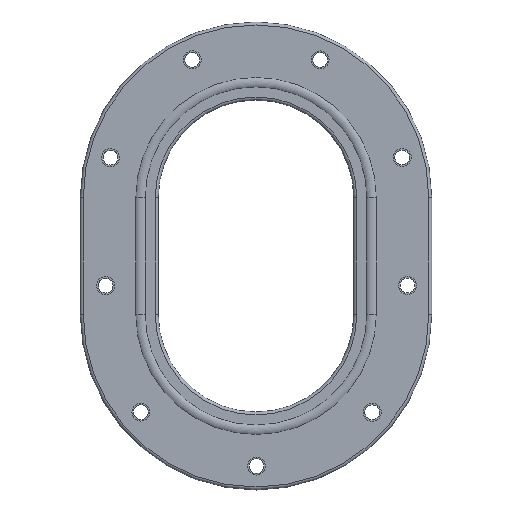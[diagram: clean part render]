
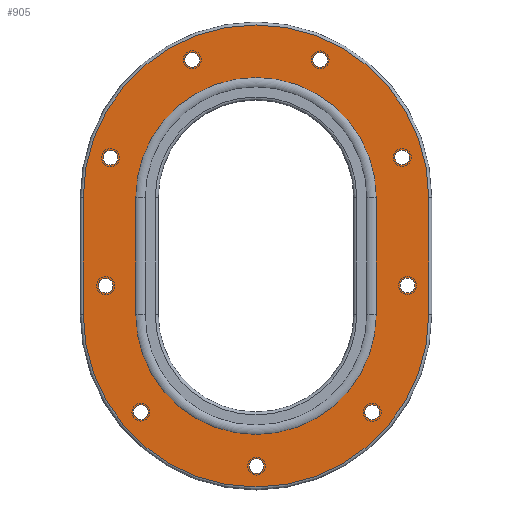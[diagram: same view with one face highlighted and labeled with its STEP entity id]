
A CAD part, top view. The second image highlights one B-rep face of the part: STEP entity #905.
In plain terms, the highlighted planar face has unit normal (0, 0, 1).
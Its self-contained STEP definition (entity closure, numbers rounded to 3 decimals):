
#136=CARTESIAN_POINT('',(-38.01,46.915,7.1));
#137=DIRECTION('',(0.,0.,-1.));
#138=DIRECTION('',(0.,1.,0.));
#139=AXIS2_PLACEMENT_3D('',#136,#137,#138);
#141=CARTESIAN_POINT('',(-38.01,46.915,7.1));
#142=DIRECTION('',(0.,0.,-1.));
#143=DIRECTION('',(0.,-1.,0.));
#144=AXIS2_PLACEMENT_3D('',#141,#142,#143);
#146=CARTESIAN_POINT('',(-49.865,89.628,7.1));
#147=DIRECTION('',(0.,0.,-1.));
#148=DIRECTION('',(0.,1.,0.));
#149=AXIS2_PLACEMENT_3D('',#146,#147,#148);
#151=CARTESIAN_POINT('',(-49.865,89.628,7.1));
#152=DIRECTION('',(0.,0.,-1.));
#153=DIRECTION('',(0.,-1.,0.));
#154=AXIS2_PLACEMENT_3D('',#151,#152,#153);
#156=CARTESIAN_POINT('',(-48.258,132.85,7.1));
#157=DIRECTION('',(0.,0.,-1.));
#158=DIRECTION('',(0.,1.,0.));
#159=AXIS2_PLACEMENT_3D('',#156,#157,#158);
#161=CARTESIAN_POINT('',(-48.258,132.85,7.1));
#162=DIRECTION('',(0.,0.,-1.));
#163=DIRECTION('',(0.,-1.,0.));
#164=AXIS2_PLACEMENT_3D('',#161,#162,#163);
#166=CARTESIAN_POINT('',(-20.625,165.897,7.1));
#167=DIRECTION('',(0.,0.,-1.));
#168=DIRECTION('',(0.,1.,0.));
#169=AXIS2_PLACEMENT_3D('',#166,#167,#168);
#171=CARTESIAN_POINT('',(-20.625,165.897,7.1));
#172=DIRECTION('',(0.,0.,-1.));
#173=DIRECTION('',(0.,-1.,0.));
#174=AXIS2_PLACEMENT_3D('',#171,#172,#173);
#176=CARTESIAN_POINT('',(22.565,165.854,7.1));
#177=DIRECTION('',(0.,0.,-1.));
#178=DIRECTION('',(0.,1.,0.));
#179=AXIS2_PLACEMENT_3D('',#176,#177,#178);
#181=CARTESIAN_POINT('',(22.565,165.854,7.1));
#182=DIRECTION('',(0.,0.,-1.));
#183=DIRECTION('',(0.,-1.,0.));
#184=AXIS2_PLACEMENT_3D('',#181,#182,#183);
#186=CARTESIAN_POINT('',(1.055,28.719,7.1));
#187=DIRECTION('',(0.,0.,-1.));
#188=DIRECTION('',(0.,1.,0.));
#189=AXIS2_PLACEMENT_3D('',#186,#187,#188);
#191=CARTESIAN_POINT('',(1.055,28.719,7.1));
#192=DIRECTION('',(0.,0.,-1.));
#193=DIRECTION('',(0.,-1.,0.));
#194=AXIS2_PLACEMENT_3D('',#191,#192,#193);
#196=CARTESIAN_POINT('',(40.124,46.885,7.1));
#197=DIRECTION('',(0.,0.,-1.));
#198=DIRECTION('',(0.,1.,0.));
#199=AXIS2_PLACEMENT_3D('',#196,#197,#198);
#201=CARTESIAN_POINT('',(40.124,46.885,7.1));
#202=DIRECTION('',(0.,0.,-1.));
#203=DIRECTION('',(0.,-1.,0.));
#204=AXIS2_PLACEMENT_3D('',#201,#202,#203);
#206=CARTESIAN_POINT('',(52.012,89.703,7.1));
#207=DIRECTION('',(0.,0.,-1.));
#208=DIRECTION('',(0.,1.,0.));
#209=AXIS2_PLACEMENT_3D('',#206,#207,#208);
#211=CARTESIAN_POINT('',(52.012,89.703,7.1));
#212=DIRECTION('',(0.,0.,-1.));
#213=DIRECTION('',(0.,-1.,0.));
#214=AXIS2_PLACEMENT_3D('',#211,#212,#213);
#216=CARTESIAN_POINT('',(50.253,132.919,7.1));
#217=DIRECTION('',(0.,0.,-1.));
#218=DIRECTION('',(0.,1.,0.));
#219=AXIS2_PLACEMENT_3D('',#216,#217,#218);
#221=CARTESIAN_POINT('',(50.253,132.919,7.1));
#222=DIRECTION('',(0.,0.,-1.));
#223=DIRECTION('',(0.,-1.,0.));
#224=AXIS2_PLACEMENT_3D('',#221,#222,#223);
#244=CARTESIAN_POINT('',(0.88,80.002,7.1));
#245=DIRECTION('',(0.,0.,-1.));
#246=DIRECTION('',(1.,0.,0.));
#247=AXIS2_PLACEMENT_3D('',#244,#245,#246);
#249=DIRECTION('',(0.,-1.,0.));
#250=VECTOR('',#249,39.317);
#251=CARTESIAN_POINT('',(41.445,119.319,7.1));
#252=LINE('',#251,#250);
#253=CARTESIAN_POINT('',(0.88,119.319,7.1));
#254=DIRECTION('',(0.,0.,-1.));
#255=DIRECTION('',(-1.,0.,0.));
#256=AXIS2_PLACEMENT_3D('',#253,#254,#255);
#258=DIRECTION('',(0.,1.,0.));
#259=VECTOR('',#258,39.317);
#260=CARTESIAN_POINT('',(-39.685,80.002,7.1));
#261=LINE('',#260,#259);
#280=DIRECTION('',(0.,-1.,0.));
#281=VECTOR('',#280,39.317);
#282=CARTESIAN_POINT('',(-57.443,119.319,7.1));
#283=LINE('',#282,#281);
#284=CARTESIAN_POINT('',(0.88,119.319,7.1));
#285=DIRECTION('',(0.,0.,1.));
#286=DIRECTION('',(1.,0.,0.));
#287=AXIS2_PLACEMENT_3D('',#284,#285,#286);
#289=DIRECTION('',(0.,1.,0.));
#290=VECTOR('',#289,39.317);
#291=CARTESIAN_POINT('',(59.202,80.002,7.1));
#292=LINE('',#291,#290);
#293=CARTESIAN_POINT('',(0.88,80.002,7.1));
#294=DIRECTION('',(0.,0.,1.));
#295=DIRECTION('',(-1.,0.,0.));
#296=AXIS2_PLACEMENT_3D('',#293,#294,#295);
#586=CARTESIAN_POINT('',(-38.01,49.415,7.1));
#587=CARTESIAN_POINT('',(-38.01,44.415,7.1));
#588=VERTEX_POINT('',#586);
#589=VERTEX_POINT('',#587);
#590=CARTESIAN_POINT('',(-49.865,92.128,7.1));
#591=CARTESIAN_POINT('',(-49.865,87.128,7.1));
#592=VERTEX_POINT('',#590);
#593=VERTEX_POINT('',#591);
#594=CARTESIAN_POINT('',(-48.258,135.35,7.1));
#595=CARTESIAN_POINT('',(-48.258,130.35,7.1));
#596=VERTEX_POINT('',#594);
#597=VERTEX_POINT('',#595);
#598=CARTESIAN_POINT('',(-20.625,168.397,7.1));
#599=CARTESIAN_POINT('',(-20.625,163.397,7.1));
#600=VERTEX_POINT('',#598);
#601=VERTEX_POINT('',#599);
#602=CARTESIAN_POINT('',(22.565,168.354,7.1));
#603=CARTESIAN_POINT('',(22.565,163.354,7.1));
#604=VERTEX_POINT('',#602);
#605=VERTEX_POINT('',#603);
#606=CARTESIAN_POINT('',(1.055,31.219,7.1));
#607=CARTESIAN_POINT('',(1.055,26.219,7.1));
#608=VERTEX_POINT('',#606);
#609=VERTEX_POINT('',#607);
#610=CARTESIAN_POINT('',(40.124,49.385,7.1));
#611=CARTESIAN_POINT('',(40.124,44.385,7.1));
#612=VERTEX_POINT('',#610);
#613=VERTEX_POINT('',#611);
#614=CARTESIAN_POINT('',(52.012,92.203,7.1));
#615=CARTESIAN_POINT('',(52.012,87.203,7.1));
#616=VERTEX_POINT('',#614);
#617=VERTEX_POINT('',#615);
#618=CARTESIAN_POINT('',(50.253,135.419,7.1));
#619=CARTESIAN_POINT('',(50.253,130.419,7.1));
#620=VERTEX_POINT('',#618);
#621=VERTEX_POINT('',#619);
#626=CARTESIAN_POINT('',(41.445,80.002,7.1));
#627=CARTESIAN_POINT('',(-39.685,80.002,7.1));
#628=VERTEX_POINT('',#626);
#629=VERTEX_POINT('',#627);
#630=CARTESIAN_POINT('',(-39.685,119.319,7.1));
#631=VERTEX_POINT('',#630);
#636=CARTESIAN_POINT('',(41.445,119.319,7.1));
#637=VERTEX_POINT('',#636);
#654=CARTESIAN_POINT('',(-57.443,119.319,7.1));
#655=CARTESIAN_POINT('',(-57.443,80.002,7.1));
#656=VERTEX_POINT('',#654);
#657=VERTEX_POINT('',#655);
#662=CARTESIAN_POINT('',(59.202,80.002,7.1));
#663=VERTEX_POINT('',#662);
#666=CARTESIAN_POINT('',(59.202,119.319,7.1));
#667=VERTEX_POINT('',#666);
#828=CARTESIAN_POINT('',(0.,0.,7.1));
#829=DIRECTION('',(0.,0.,1.));
#830=DIRECTION('',(0.,1.,0.));
#831=AXIS2_PLACEMENT_3D('',#828,#829,#830);
#832=PLANE('',#831);
#834=ORIENTED_EDGE('',*,*,#833,.F.);
#836=ORIENTED_EDGE('',*,*,#835,.F.);
#838=ORIENTED_EDGE('',*,*,#837,.F.);
#840=ORIENTED_EDGE('',*,*,#839,.F.);
#841=EDGE_LOOP('',(#834,#836,#838,#840));
#842=FACE_OUTER_BOUND('',#841,.F.);
#843=ORIENTED_EDGE('',*,*,#782,.F.);
#844=ORIENTED_EDGE('',*,*,#796,.F.);
#845=EDGE_LOOP('',(#843,#844));
#846=FACE_BOUND('',#845,.F.);
#848=ORIENTED_EDGE('',*,*,#847,.F.);
#850=ORIENTED_EDGE('',*,*,#849,.F.);
#851=EDGE_LOOP('',(#848,#850));
#852=FACE_BOUND('',#851,.F.);
#854=ORIENTED_EDGE('',*,*,#853,.F.);
#856=ORIENTED_EDGE('',*,*,#855,.F.);
#857=EDGE_LOOP('',(#854,#856));
#858=FACE_BOUND('',#857,.F.);
#860=ORIENTED_EDGE('',*,*,#859,.F.);
#862=ORIENTED_EDGE('',*,*,#861,.F.);
#863=EDGE_LOOP('',(#860,#862));
#864=FACE_BOUND('',#863,.F.);
#866=ORIENTED_EDGE('',*,*,#865,.F.);
#868=ORIENTED_EDGE('',*,*,#867,.F.);
#869=EDGE_LOOP('',(#866,#868));
#870=FACE_BOUND('',#869,.F.);
#872=ORIENTED_EDGE('',*,*,#871,.F.);
#874=ORIENTED_EDGE('',*,*,#873,.F.);
#875=EDGE_LOOP('',(#872,#874));
#876=FACE_BOUND('',#875,.F.);
#878=ORIENTED_EDGE('',*,*,#877,.F.);
#880=ORIENTED_EDGE('',*,*,#879,.F.);
#881=EDGE_LOOP('',(#878,#880));
#882=FACE_BOUND('',#881,.F.);
#884=ORIENTED_EDGE('',*,*,#883,.F.);
#886=ORIENTED_EDGE('',*,*,#885,.F.);
#887=EDGE_LOOP('',(#884,#886));
#888=FACE_BOUND('',#887,.F.);
#890=ORIENTED_EDGE('',*,*,#889,.F.);
#892=ORIENTED_EDGE('',*,*,#891,.F.);
#893=EDGE_LOOP('',(#890,#892));
#894=FACE_BOUND('',#893,.F.);
#896=ORIENTED_EDGE('',*,*,#895,.F.);
#898=ORIENTED_EDGE('',*,*,#897,.F.);
#900=ORIENTED_EDGE('',*,*,#899,.F.);
#902=ORIENTED_EDGE('',*,*,#901,.F.);
#903=EDGE_LOOP('',(#896,#898,#900,#902));
#904=FACE_BOUND('',#903,.F.);
#905=ADVANCED_FACE('',(#842,#846,#852,#858,#864,#870,#876,#882,#888,#894,#904),
#832,.T.);
#140=CIRCLE('',#139,2.5);
#145=CIRCLE('',#144,2.5);
#150=CIRCLE('',#149,2.5);
#155=CIRCLE('',#154,2.5);
#160=CIRCLE('',#159,2.5);
#165=CIRCLE('',#164,2.5);
#170=CIRCLE('',#169,2.5);
#175=CIRCLE('',#174,2.5);
#180=CIRCLE('',#179,2.5);
#185=CIRCLE('',#184,2.5);
#190=CIRCLE('',#189,2.5);
#195=CIRCLE('',#194,2.5);
#200=CIRCLE('',#199,2.5);
#205=CIRCLE('',#204,2.5);
#210=CIRCLE('',#209,2.5);
#215=CIRCLE('',#214,2.5);
#220=CIRCLE('',#219,2.5);
#225=CIRCLE('',#224,2.5);
#248=CIRCLE('',#247,40.565);
#257=CIRCLE('',#256,40.565);
#288=CIRCLE('',#287,58.323);
#297=CIRCLE('',#296,58.323);
#782=EDGE_CURVE('',#588,#589,#140,.T.);
#796=EDGE_CURVE('',#589,#588,#145,.T.);
#833=EDGE_CURVE('',#656,#657,#283,.T.);
#835=EDGE_CURVE('',#667,#656,#288,.T.);
#837=EDGE_CURVE('',#663,#667,#292,.T.);
#839=EDGE_CURVE('',#657,#663,#297,.T.);
#847=EDGE_CURVE('',#592,#593,#150,.T.);
#849=EDGE_CURVE('',#593,#592,#155,.T.);
#853=EDGE_CURVE('',#596,#597,#160,.T.);
#855=EDGE_CURVE('',#597,#596,#165,.T.);
#859=EDGE_CURVE('',#600,#601,#170,.T.);
#861=EDGE_CURVE('',#601,#600,#175,.T.);
#865=EDGE_CURVE('',#604,#605,#180,.T.);
#867=EDGE_CURVE('',#605,#604,#185,.T.);
#871=EDGE_CURVE('',#608,#609,#190,.T.);
#873=EDGE_CURVE('',#609,#608,#195,.T.);
#877=EDGE_CURVE('',#612,#613,#200,.T.);
#879=EDGE_CURVE('',#613,#612,#205,.T.);
#883=EDGE_CURVE('',#616,#617,#210,.T.);
#885=EDGE_CURVE('',#617,#616,#215,.T.);
#889=EDGE_CURVE('',#620,#621,#220,.T.);
#891=EDGE_CURVE('',#621,#620,#225,.T.);
#895=EDGE_CURVE('',#628,#629,#248,.T.);
#897=EDGE_CURVE('',#637,#628,#252,.T.);
#899=EDGE_CURVE('',#631,#637,#257,.T.);
#901=EDGE_CURVE('',#629,#631,#261,.T.);
